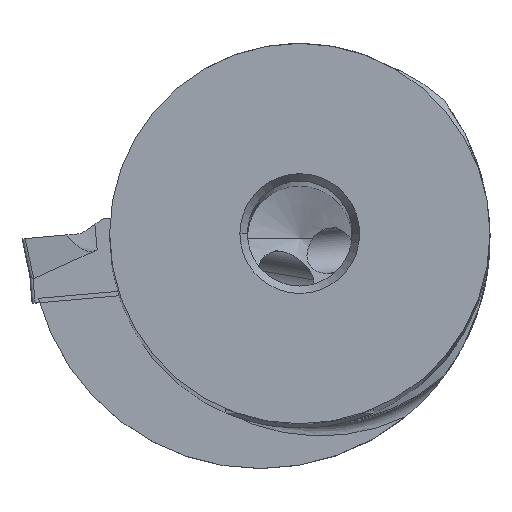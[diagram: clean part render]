
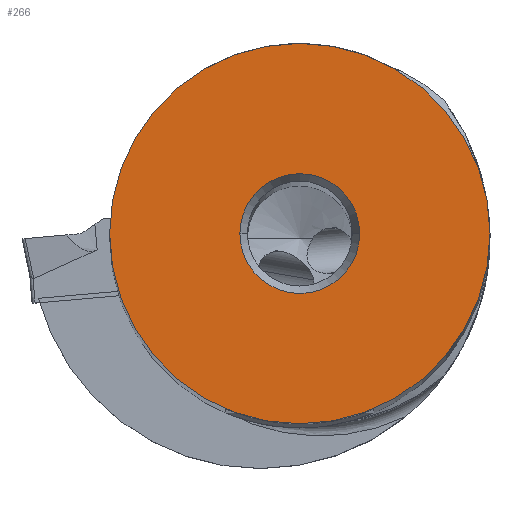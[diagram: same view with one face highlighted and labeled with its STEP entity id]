
A CAD part, top view. The second image highlights one B-rep face of the part: STEP entity #266.
In plain terms, the highlighted planar face has unit normal (0, 0, 1).
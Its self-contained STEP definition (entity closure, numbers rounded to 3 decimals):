
#69=FACE_BOUND('',#565,.T.);
#70=FACE_BOUND('',#566,.T.);
#266=ADVANCED_FACE('',(#69,#70),#326,.T.);
#326=PLANE('',#2950);
#565=EDGE_LOOP('',(#1248,#1249));
#566=EDGE_LOOP('',(#1250,#1251));
#1248=ORIENTED_EDGE('',*,*,#1951,.T.);
#1249=ORIENTED_EDGE('',*,*,#1959,.T.);
#1250=ORIENTED_EDGE('',*,*,#1965,.T.);
#1251=ORIENTED_EDGE('',*,*,#1966,.T.);
#1589=VERTEX_POINT('',#5621);
#1590=VERTEX_POINT('',#5622);
#1601=VERTEX_POINT('',#5649);
#1602=VERTEX_POINT('',#5650);
#1951=EDGE_CURVE('',#1589,#1590,#2245,.T.);
#1959=EDGE_CURVE('',#1590,#1589,#2246,.T.);
#1965=EDGE_CURVE('',#1601,#1602,#2247,.T.);
#1966=EDGE_CURVE('',#1602,#1601,#2248,.T.);
#2245=CIRCLE('',#2938,12.7);
#2246=CIRCLE('',#2943,12.7);
#2247=CIRCLE('',#2948,4.);
#2248=CIRCLE('',#2949,4.);
#2938=AXIS2_PLACEMENT_3D('',#5620,#3522,#3523);
#2943=AXIS2_PLACEMENT_3D('',#5636,#3536,#3537);
#2948=AXIS2_PLACEMENT_3D('',#5648,#3548,#3549);
#2949=AXIS2_PLACEMENT_3D('',#5651,#3550,#3551);
#2950=AXIS2_PLACEMENT_3D('',#5652,#3552,#3553);
#3522=DIRECTION('',(0.,0.,1.));
#3523=DIRECTION('',(-1.,0.,0.));
#3536=DIRECTION('',(0.,0.,1.));
#3537=DIRECTION('',(1.,0.,0.));
#3548=DIRECTION('',(0.,0.,-1.));
#3549=DIRECTION('',(-1.,0.,0.));
#3550=DIRECTION('',(0.,0.,-1.));
#3551=DIRECTION('',(1.,0.,0.));
#3552=DIRECTION('',(0.,0.,1.));
#3553=DIRECTION('',(1.,0.,0.));
#5620=CARTESIAN_POINT('',(0.,0.,0.));
#5621=CARTESIAN_POINT('',(-12.7,0.,0.));
#5622=CARTESIAN_POINT('',(12.7,0.,0.));
#5636=CARTESIAN_POINT('',(0.,0.,0.));
#5648=CARTESIAN_POINT('',(0.,0.,0.));
#5649=CARTESIAN_POINT('',(-4.,0.,0.));
#5650=CARTESIAN_POINT('',(4.,0.,0.));
#5651=CARTESIAN_POINT('',(0.,0.,0.));
#5652=CARTESIAN_POINT('',(0.,0.,0.));
